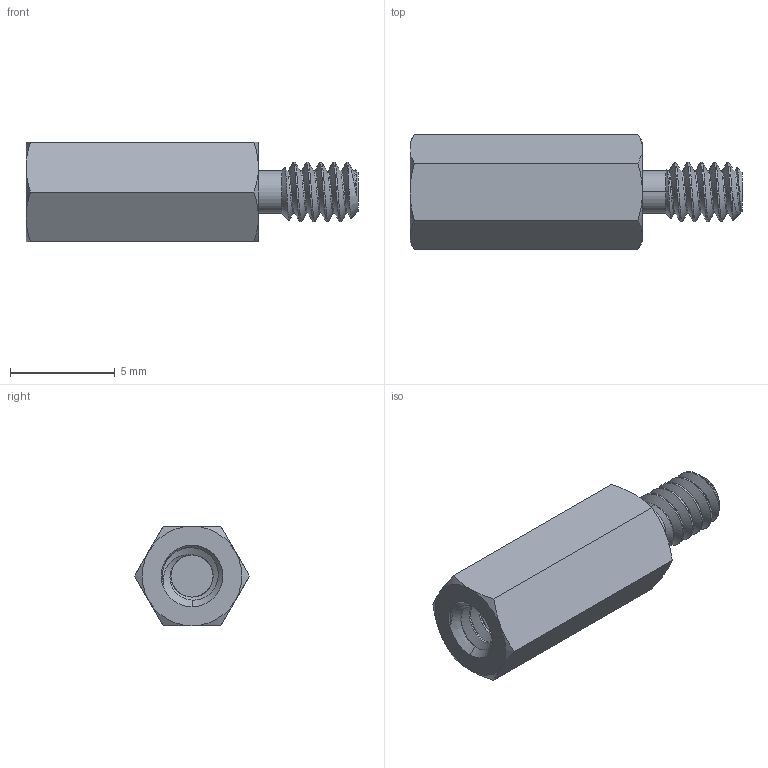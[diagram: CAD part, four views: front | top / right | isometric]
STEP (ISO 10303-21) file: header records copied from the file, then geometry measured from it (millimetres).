
FILE_DESCRIPTION (( 'STEP AP203' ), '1' );
FILE_NAME ('92700A472.step', '2016-10-31T20:00:13', ( '' ), ( '' ), 'SwSTEP 2.0', 'SolidWorks 2010', '' );
FILE_SCHEMA (( 'CONFIG_CONTROL_DESIGN' ));
Length unit declared in the file: inch
Products named in the file (1): 92700A472
Bounding box: 15.88 x 5.5 x 4.76 mm (x, y, z)
Volume: 207.5 mm3; surface area: 357.7 mm2
Topology: 1 solids, 1 shells, 68 faces, 175 edges, 111 vertices
Faces by surface type: cylinder 33, cone 18, plane 11, bspline 6
Entity records: 4234 total; most frequent: CARTESIAN_POINT 2772, ORIENTED_EDGE 350, DIRECTION 225, EDGE_CURVE 175, VERTEX_POINT 111, AXIS2_PLACEMENT_3D 89, EDGE_LOOP 70, ADVANCED_FACE 68
